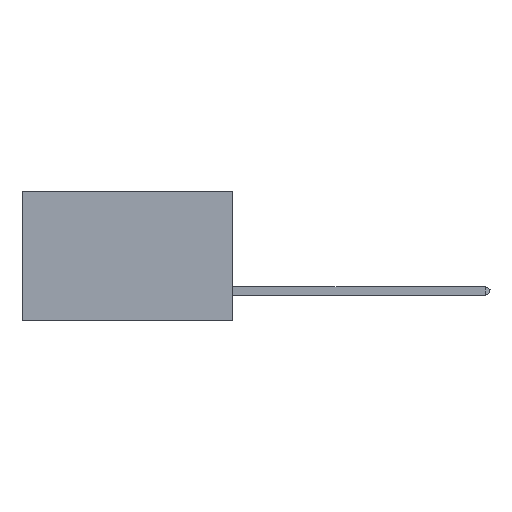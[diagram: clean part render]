
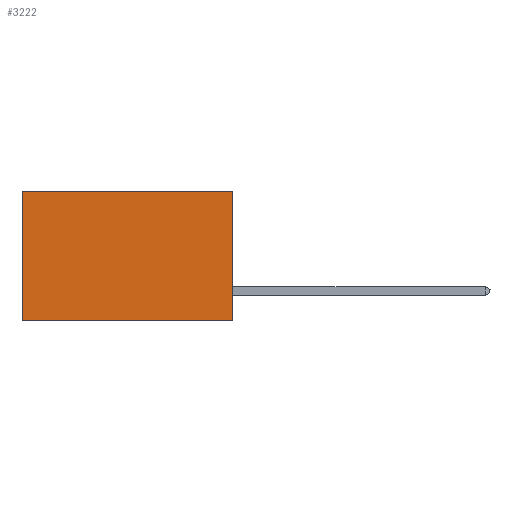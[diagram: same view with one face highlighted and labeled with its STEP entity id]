
A CAD part, left-side view. The second image highlights one B-rep face of the part: STEP entity #3222.
In plain terms, the highlighted planar face has unit normal (-1, 0, 0).
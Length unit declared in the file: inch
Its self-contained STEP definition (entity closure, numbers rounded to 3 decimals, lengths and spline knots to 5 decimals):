
#1267 = VERTEX_POINT ( 'NONE', #24850 ) ;
#2885 = FACE_OUTER_BOUND ( 'NONE', #35053, .T. ) ;
#3046 = VERTEX_POINT ( 'NONE', #14311 ) ;
#3222 = ADVANCED_FACE ( 'NONE', ( #2885 ), #33187, .F. ) ;
#3223 = CARTESIAN_POINT ( 'NONE',  ( 0.2875, 0.6, 0. ) ) ;
#5324 = DIRECTION ( 'NONE',  ( 0., 1., 0. ) ) ;
#5391 = VECTOR ( 'NONE', #6014, 39.37008 ) ;
#5855 = CARTESIAN_POINT ( 'NONE',  ( 0.2875, 0.6, -0.37 ) ) ;
#6014 = DIRECTION ( 'NONE',  ( 0., 0., -1. ) ) ;
#7258 = EDGE_CURVE ( 'NONE', #30452, #23843, #12047, .T. ) ;
#8244 = LINE ( 'NONE', #24039, #28306 ) ;
#9269 = EDGE_CURVE ( 'NONE', #3046, #30452, #25065, .T. ) ;
#10307 = ORIENTED_EDGE ( 'NONE', *, *, #9269, .F. ) ;
#10746 = EDGE_CURVE ( 'NONE', #1267, #23843, #18020, .T. ) ;
#10802 = ORIENTED_EDGE ( 'NONE', *, *, #21970, .T. ) ;
#11235 = DIRECTION ( 'NONE',  ( 1., 0., 0. ) ) ;
#11725 = CARTESIAN_POINT ( 'NONE',  ( 0.2875, 0., 0. ) ) ;
#12047 = LINE ( 'NONE', #25205, #19038 ) ;
#12616 = ORIENTED_EDGE ( 'NONE', *, *, #10746, .T. ) ;
#13624 = ORIENTED_EDGE ( 'NONE', *, *, #7258, .F. ) ;
#14311 = CARTESIAN_POINT ( 'NONE',  ( 0.2875, 0., 0. ) ) ;
#17657 = VECTOR ( 'NONE', #32346, 39.37008 ) ;
#18020 = LINE ( 'NONE', #3223, #5391 ) ;
#19038 = VECTOR ( 'NONE', #28113, 39.37008 ) ;
#19920 = DIRECTION ( 'NONE',  ( 0., 0., -1. ) ) ;
#21567 = CARTESIAN_POINT ( 'NONE',  ( 0.2875, 0., -0.37 ) ) ;
#21970 = EDGE_CURVE ( 'NONE', #3046, #1267, #8244, .T. ) ;
#23843 = VERTEX_POINT ( 'NONE', #5855 ) ;
#24039 = CARTESIAN_POINT ( 'NONE',  ( 0.2875, 0., 0. ) ) ;
#24850 = CARTESIAN_POINT ( 'NONE',  ( 0.2875, 0.6, 0. ) ) ;
#25065 = LINE ( 'NONE', #26298, #17657 ) ;
#25205 = CARTESIAN_POINT ( 'NONE',  ( 0.2875, 0., -0.37 ) ) ;
#26298 = CARTESIAN_POINT ( 'NONE',  ( 0.2875, 0., 0. ) ) ;
#28113 = DIRECTION ( 'NONE',  ( 0., 1., 0. ) ) ;
#28151 = AXIS2_PLACEMENT_3D ( 'NONE', #11725, #11235, #19920 ) ;
#28306 = VECTOR ( 'NONE', #5324, 39.37008 ) ;
#30452 = VERTEX_POINT ( 'NONE', #21567 ) ;
#32346 = DIRECTION ( 'NONE',  ( 0., 0., -1. ) ) ;
#33187 = PLANE ( 'NONE',  #28151 ) ;
#35053 = EDGE_LOOP ( 'NONE', ( #12616, #13624, #10307, #10802 ) ) ;
